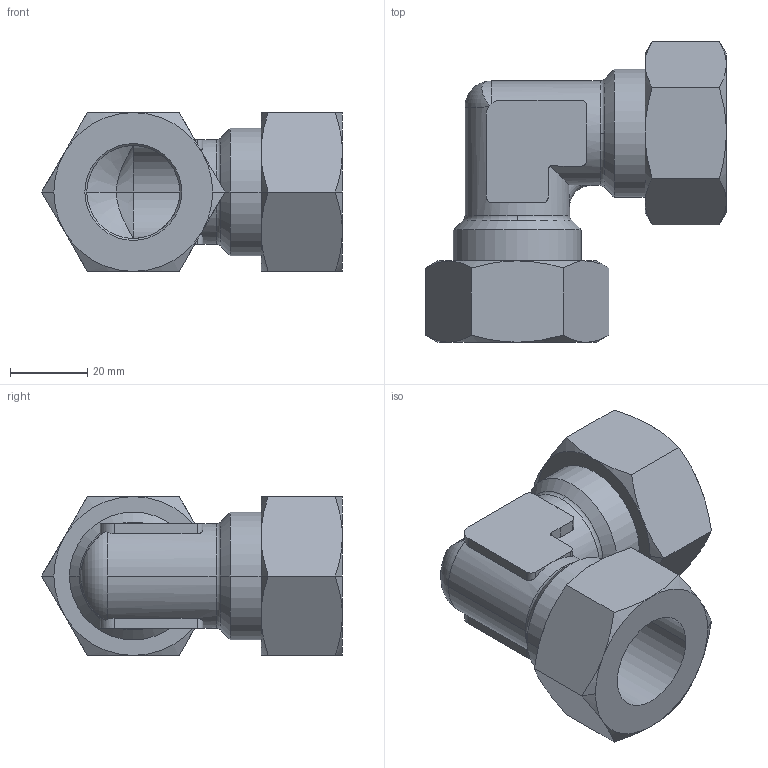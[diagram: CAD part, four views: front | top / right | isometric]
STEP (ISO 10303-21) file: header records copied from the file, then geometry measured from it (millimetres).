
FILE_DESCRIPTION(('STEP AP214'),'1');
FILE_NAME('0102_25_00.stp','2016-07-07T14:21:10',('TraceParts'),('TraceParts S.A.'),'Spatial InterOp 3D',' ',' ');
FILE_SCHEMA(('automotive_design'));
Length unit declared in the file: millimetre
Products named in the file (1): 1
Bounding box: 77.67 x 77.67 x 41 mm (x, y, z)
Volume: 55702.2 mm3; surface area: 23429.2 mm2
Topology: 1 solids, 1 shells, 122 faces, 295 edges, 177 vertices
Faces by surface type: cone 44, plane 37, cylinder 34, torus 7
Entity records: 3937 total; most frequent: CARTESIAN_POINT 1201, ORIENTED_EDGE 590, DIRECTION 574, EDGE_CURVE 295, AXIS2_PLACEMENT_3D 236, VERTEX_POINT 177, EDGE_LOOP 126, ADVANCED_FACE 122
